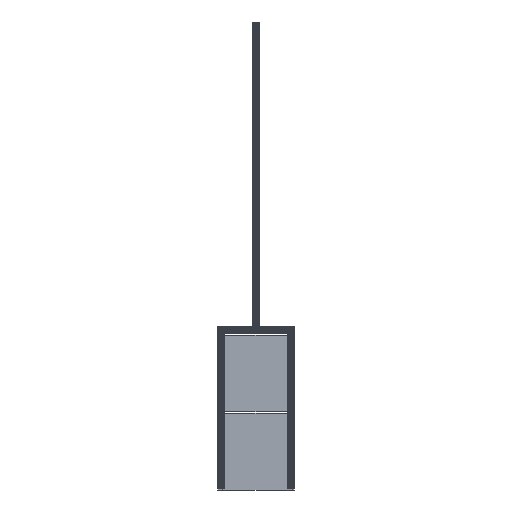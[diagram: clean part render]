
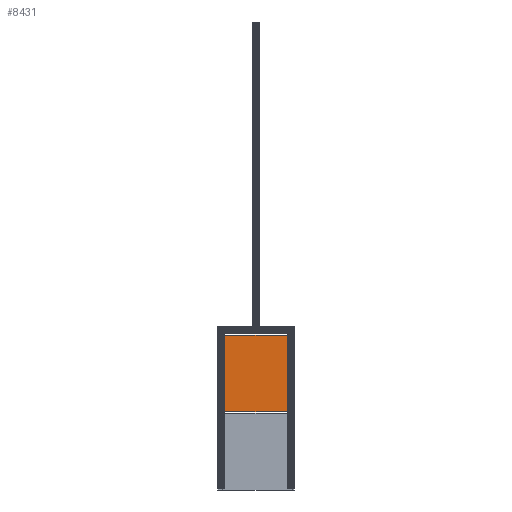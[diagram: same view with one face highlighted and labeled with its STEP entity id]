
A CAD part, front view. The second image highlights one B-rep face of the part: STEP entity #8431.
In plain terms, the highlighted planar face has unit normal (0, -1, 0).
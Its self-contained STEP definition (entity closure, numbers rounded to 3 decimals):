
#1956 = VERTEX_POINT('',#1957);
#1957 = CARTESIAN_POINT('',(96.5,10.,-25.));
#4568 = VERTEX_POINT('',#4569);
#4569 = CARTESIAN_POINT('',(96.5,10.,-255.));
#4669 = VERTEX_POINT('',#4670);
#4670 = CARTESIAN_POINT('',(-96.5,10.,-25.));
#4676 = EDGE_CURVE('',#4669,#1956,#4677,.T.);
#4677 = LINE('',#4678,#4679);
#4678 = CARTESIAN_POINT('',(-115.,10.,-25.));
#4679 = VECTOR('',#4680,1.);
#4680 = DIRECTION('',(1.,0.,0.));
#4722 = EDGE_CURVE('',#4568,#1956,#4723,.T.);
#4723 = LINE('',#4724,#4725);
#4724 = CARTESIAN_POINT('',(96.5,10.,-490.));
#4725 = VECTOR('',#4726,1.);
#4726 = DIRECTION('',(0.,0.,1.));
#8177 = VERTEX_POINT('',#8178);
#8178 = CARTESIAN_POINT('',(-96.5,10.,-255.));
#8184 = EDGE_CURVE('',#8177,#4568,#8185,.T.);
#8185 = LINE('',#8186,#8187);
#8186 = CARTESIAN_POINT('',(-115.,10.,-255.));
#8187 = VECTOR('',#8188,1.);
#8188 = DIRECTION('',(1.,0.,0.));
#8431 = ADVANCED_FACE('',(#8432),#8443,.F.);
#8432 = FACE_BOUND('',#8433,.F.);
#8433 = EDGE_LOOP('',(#8434,#8435,#8441,#8442));
#8434 = ORIENTED_EDGE('',*,*,#8184,.F.);
#8435 = ORIENTED_EDGE('',*,*,#8436,.T.);
#8436 = EDGE_CURVE('',#8177,#4669,#8437,.T.);
#8437 = LINE('',#8438,#8439);
#8438 = CARTESIAN_POINT('',(-96.5,10.,-490.));
#8439 = VECTOR('',#8440,1.);
#8440 = DIRECTION('',(0.,0.,1.));
#8441 = ORIENTED_EDGE('',*,*,#4676,.T.);
#8442 = ORIENTED_EDGE('',*,*,#4722,.F.);
#8443 = PLANE('',#8444);
#8444 = AXIS2_PLACEMENT_3D('',#8445,#8446,#8447);
#8445 = CARTESIAN_POINT('',(-115.,10.,-255.));
#8446 = DIRECTION('',(0.,1.,0.));
#8447 = DIRECTION('',(0.,0.,1.));
